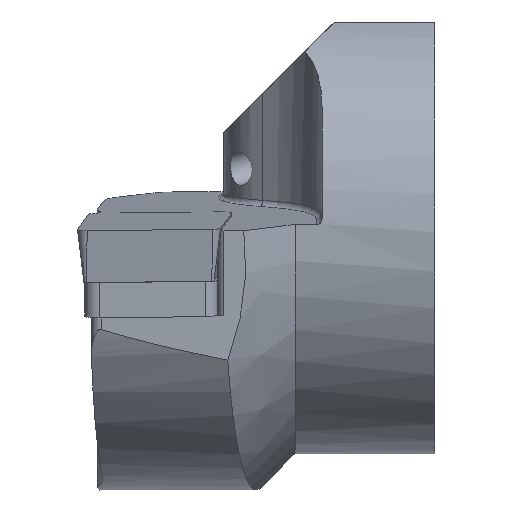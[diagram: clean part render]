
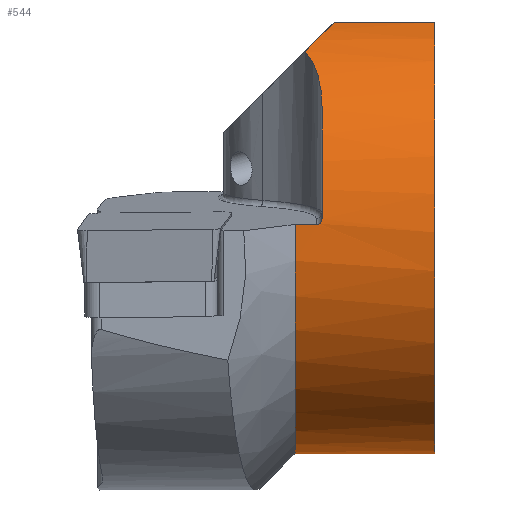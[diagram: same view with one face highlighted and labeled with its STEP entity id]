
A CAD part, front view. The second image highlights one B-rep face of the part: STEP entity #544.
In plain terms, the highlighted cylindrical face has radius 20 mm (diameter 40 mm), a partial arc.
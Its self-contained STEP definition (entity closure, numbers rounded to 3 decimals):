
#62=B_SPLINE_CURVE_WITH_KNOTS('',3,(#1891,#1892,#1893,#1894),
 .UNSPECIFIED.,.F.,.F.,(4,4),(0.,1.),.UNSPECIFIED.);
#63=B_SPLINE_CURVE_WITH_KNOTS('',3,(#1898,#1899,#1900,#1901,#1902,#1903),
 .UNSPECIFIED.,.F.,.F.,(4,2,4),(0.,0.5,1.),.UNSPECIFIED.);
#67=B_SPLINE_CURVE_WITH_KNOTS('',3,(#1948,#1949,#1950,#1951),
 .UNSPECIFIED.,.F.,.F.,(4,4),(0.,1.),.UNSPECIFIED.);
#68=B_SPLINE_CURVE_WITH_KNOTS('',3,(#1955,#1956,#1957,#1958,#1959,#1960,
#1961,#1962,#1963,#1964,#1965,#1966,#1967,#1968,#1969,#1970),
 .UNSPECIFIED.,.F.,.F.,(4,3,3,3,3,4),(0.,0.219,0.437,
0.654,0.868,1.),.UNSPECIFIED.);
#81=ELLIPSE('',#1352,28.284,20.);
#82=ELLIPSE('',#1356,28.284,20.);
#332=CYLINDRICAL_SURFACE('',#1357,20.);
#418=LINE('',#1944,#496);
#419=LINE('',#1972,#497);
#420=LINE('',#1978,#498);
#496=VECTOR('',#1588,1.);
#497=VECTOR('',#1593,1.);
#498=VECTOR('',#1600,1.);
#544=ADVANCED_FACE('',(#630),#332,.T.);
#630=FACE_OUTER_BOUND('',#688,.T.);
#688=EDGE_LOOP('',(#869,#870,#871,#872,#873,#874,#875,#876,#877,#878,#879,
#880,#881));
#869=ORIENTED_EDGE('',*,*,#1201,.T.);
#870=ORIENTED_EDGE('',*,*,#1202,.T.);
#871=ORIENTED_EDGE('',*,*,#1203,.T.);
#872=ORIENTED_EDGE('',*,*,#1204,.T.);
#873=ORIENTED_EDGE('',*,*,#1205,.T.);
#874=ORIENTED_EDGE('',*,*,#1206,.T.);
#875=ORIENTED_EDGE('',*,*,#1207,.T.);
#876=ORIENTED_EDGE('',*,*,#1193,.T.);
#877=ORIENTED_EDGE('',*,*,#1208,.T.);
#878=ORIENTED_EDGE('',*,*,#1191,.T.);
#879=ORIENTED_EDGE('',*,*,#1209,.T.);
#880=ORIENTED_EDGE('',*,*,#1210,.T.);
#881=ORIENTED_EDGE('',*,*,#1199,.F.);
#1072=VERTEX_POINT('',#1890);
#1073=VERTEX_POINT('',#1895);
#1074=VERTEX_POINT('',#1897);
#1075=VERTEX_POINT('',#1904);
#1080=VERTEX_POINT('',#1940);
#1081=VERTEX_POINT('',#1941);
#1082=VERTEX_POINT('',#1945);
#1083=VERTEX_POINT('',#1947);
#1084=VERTEX_POINT('',#1952);
#1085=VERTEX_POINT('',#1954);
#1086=VERTEX_POINT('',#1971);
#1087=VERTEX_POINT('',#1973);
#1088=VERTEX_POINT('',#1977);
#1191=EDGE_CURVE('',#1073,#1072,#62,.T.);
#1193=EDGE_CURVE('',#1075,#1074,#63,.T.);
#1199=EDGE_CURVE('',#1080,#1081,#1272,.T.);
#1201=EDGE_CURVE('',#1080,#1082,#418,.T.);
#1202=EDGE_CURVE('',#1082,#1083,#81,.T.);
#1203=EDGE_CURVE('',#1083,#1084,#67,.T.);
#1204=EDGE_CURVE('',#1084,#1085,#1273,.T.);
#1205=EDGE_CURVE('',#1085,#1086,#68,.T.);
#1206=EDGE_CURVE('',#1086,#1087,#419,.T.);
#1207=EDGE_CURVE('',#1087,#1075,#1274,.T.);
#1208=EDGE_CURVE('',#1074,#1073,#1275,.T.);
#1209=EDGE_CURVE('',#1072,#1088,#82,.T.);
#1210=EDGE_CURVE('',#1088,#1081,#420,.T.);
#1272=CIRCLE('',#1350,20.);
#1273=CIRCLE('',#1353,20.);
#1274=CIRCLE('',#1354,20.);
#1275=CIRCLE('',#1355,20.);
#1350=AXIS2_PLACEMENT_3D('',#1939,#1583,#1584);
#1352=AXIS2_PLACEMENT_3D('',#1946,#1589,#1590);
#1353=AXIS2_PLACEMENT_3D('',#1953,#1591,#1592);
#1354=AXIS2_PLACEMENT_3D('',#1974,#1594,#1595);
#1355=AXIS2_PLACEMENT_3D('',#1975,#1596,#1597);
#1356=AXIS2_PLACEMENT_3D('',#1976,#1598,#1599);
#1357=AXIS2_PLACEMENT_3D('',#1979,#1601,#1602);
#1583=DIRECTION('',(1.,0.,0.));
#1584=DIRECTION('',(0.,0.,1.));
#1588=DIRECTION('',(-1.,0.,0.));
#1589=DIRECTION('',(0.707,0.,-0.707));
#1590=DIRECTION('',(-0.707,0.,-0.707));
#1591=DIRECTION('',(1.,0.,0.));
#1592=DIRECTION('',(0.,0.,-1.));
#1593=DIRECTION('',(-1.,0.,0.));
#1594=DIRECTION('',(1.,0.,0.));
#1595=DIRECTION('',(0.,0.,1.));
#1596=DIRECTION('',(1.,0.,0.));
#1597=DIRECTION('',(0.,0.,-1.));
#1598=DIRECTION('',(0.707,0.,-0.707));
#1599=DIRECTION('',(-0.707,0.,-0.707));
#1600=DIRECTION('',(1.,0.,0.));
#1601=DIRECTION('',(-1.,0.,0.));
#1602=DIRECTION('',(0.,0.,1.));
#1890=CARTESIAN_POINT('',(21.66,9.93,17.36));
#1891=CARTESIAN_POINT('',(22.,12.849,15.327));
#1892=CARTESIAN_POINT('',(22.,11.929,16.097));
#1893=CARTESIAN_POINT('',(21.903,10.939,16.784));
#1894=CARTESIAN_POINT('',(21.66,9.93,17.36));
#1895=CARTESIAN_POINT('',(22.,12.849,15.327));
#1897=CARTESIAN_POINT('',(22.,16.175,-11.763));
#1898=CARTESIAN_POINT('',(19.5,10.005,-17.318));
#1899=CARTESIAN_POINT('',(20.422,11.026,-16.728));
#1900=CARTESIAN_POINT('',(21.063,12.144,-15.956));
#1901=CARTESIAN_POINT('',(21.855,14.3,-14.056));
#1902=CARTESIAN_POINT('',(22.,15.298,-12.969));
#1903=CARTESIAN_POINT('',(22.,16.175,-11.763));
#1904=CARTESIAN_POINT('',(19.5,10.005,-17.318));
#1939=CARTESIAN_POINT('',(32.,0.,0.));
#1940=CARTESIAN_POINT('',(32.,-7.093,18.7));
#1941=CARTESIAN_POINT('',(32.,7.093,18.7));
#1944=CARTESIAN_POINT('',(0.,-7.093,18.7));
#1945=CARTESIAN_POINT('',(23.,-7.093,18.7));
#1946=CARTESIAN_POINT('',(4.3,0.,0.));
#1947=CARTESIAN_POINT('',(20.392,-11.877,16.092));
#1948=CARTESIAN_POINT('',(20.392,-11.877,16.092));
#1949=CARTESIAN_POINT('',(21.543,-13.626,14.801));
#1950=CARTESIAN_POINT('',(21.92,-15.389,13.011));
#1951=CARTESIAN_POINT('',(21.92,-16.74,10.944));
#1952=CARTESIAN_POINT('',(21.92,-16.74,10.944));
#1953=CARTESIAN_POINT('',(21.92,0.,0.));
#1954=CARTESIAN_POINT('',(21.92,-19.972,1.064));
#1955=CARTESIAN_POINT('',(21.92,-19.972,1.064));
#1956=CARTESIAN_POINT('',(21.92,-19.975,1.007));
#1957=CARTESIAN_POINT('',(21.91,-19.978,0.949));
#1958=CARTESIAN_POINT('',(21.891,-19.98,0.895));
#1959=CARTESIAN_POINT('',(21.872,-19.982,0.841));
#1960=CARTESIAN_POINT('',(21.844,-19.984,0.789));
#1961=CARTESIAN_POINT('',(21.808,-19.986,0.745));
#1962=CARTESIAN_POINT('',(21.772,-19.988,0.7));
#1963=CARTESIAN_POINT('',(21.728,-19.989,0.662));
#1964=CARTESIAN_POINT('',(21.68,-19.99,0.632));
#1965=CARTESIAN_POINT('',(21.632,-19.991,0.602));
#1966=CARTESIAN_POINT('',(21.579,-19.992,0.581));
#1967=CARTESIAN_POINT('',(21.524,-19.992,0.569));
#1968=CARTESIAN_POINT('',(21.49,-19.992,0.562));
#1969=CARTESIAN_POINT('',(21.455,-19.992,0.558));
#1970=CARTESIAN_POINT('',(21.42,-19.992,0.558));
#1971=CARTESIAN_POINT('',(21.42,-19.992,0.558));
#1972=CARTESIAN_POINT('',(0.,-19.992,0.558));
#1973=CARTESIAN_POINT('',(19.5,-19.992,0.558));
#1974=CARTESIAN_POINT('',(19.5,0.,0.));
#1975=CARTESIAN_POINT('',(22.,0.,0.));
#1976=CARTESIAN_POINT('',(4.3,0.,0.));
#1977=CARTESIAN_POINT('',(23.,7.093,18.7));
#1978=CARTESIAN_POINT('',(0.,7.093,18.7));
#1979=CARTESIAN_POINT('',(0.,0.,0.));
